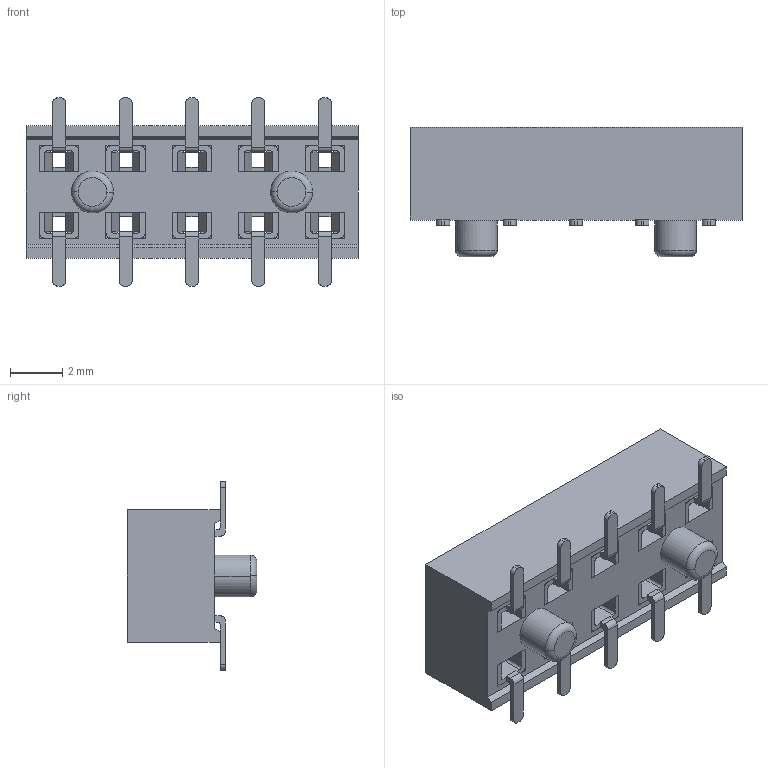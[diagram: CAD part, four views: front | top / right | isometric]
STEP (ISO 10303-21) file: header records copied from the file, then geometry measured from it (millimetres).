
FILE_DESCRIPTION(('STEP AP242'),'1');
FILE_NAME('m20-7810545r.stp','2023-12-29T04:31:25',('TraceParts'),('TraceParts S.A.'),'Spatial InterOp 3D',' ',' ');
FILE_SCHEMA(('AP242_MANAGED_MODEL_BASED_3D_ENGINEERING_MIM_LF {1 0 10303 442 1 1 4}'));
Length unit declared in the file: millimetre
Products named in the file (1): m20-7810545r_1
Bounding box: 12.7 x 4.95 x 7.2 mm (x, y, z)
Volume: 190.2 mm3; surface area: 566.7 mm2
Topology: 11 solids, 11 shells, 590 faces, 1598 edges, 1042 vertices
Faces by surface type: plane 442, cylinder 144, torus 4
Entity records: 18546 total; most frequent: CARTESIAN_POINT 3241, ORIENTED_EDGE 3196, DIRECTION 3100, EDGE_CURVE 1598, LINE 1298, VECTOR 1298, VERTEX_POINT 1042, AXIS2_PLACEMENT_3D 901
